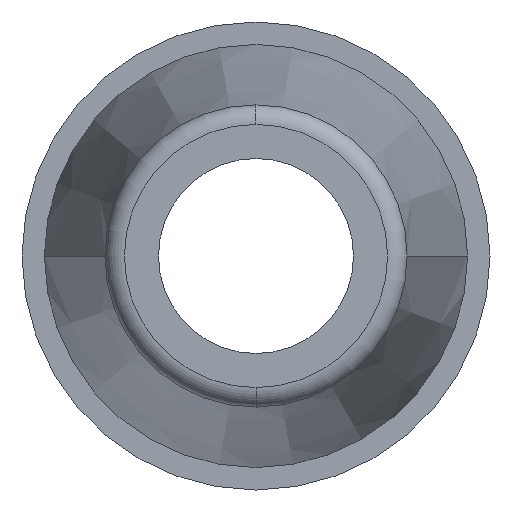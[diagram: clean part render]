
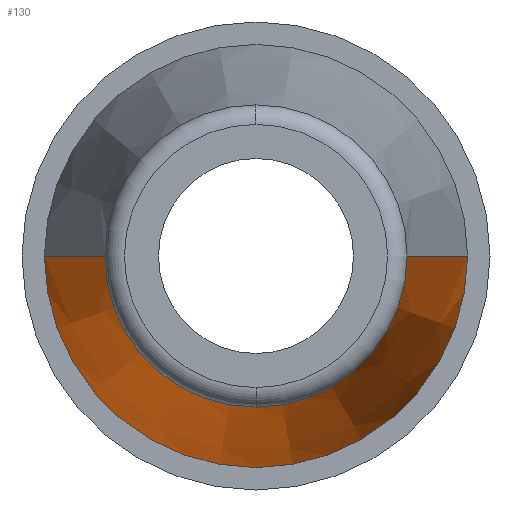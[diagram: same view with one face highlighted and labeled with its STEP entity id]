
A CAD part, front view. The second image highlights one B-rep face of the part: STEP entity #130.
In plain terms, the highlighted conical face has half-angle 7.676 degrees and reference radius 4.65 mm.
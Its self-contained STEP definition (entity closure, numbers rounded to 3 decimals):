
#130=ADVANCED_FACE('',(#284),#285,.T.);
#284=FACE_OUTER_BOUND('',#459,.T.);
#285=CONICAL_SURFACE('',#460,4.65,0.134);
#459=EDGE_LOOP('',(#758,#759,#760,#761));
#460=AXIS2_PLACEMENT_3D('',#762,#763,#764);
#758=ORIENTED_EDGE('',*,*,#1063,.F.);
#759=ORIENTED_EDGE('',*,*,#1005,.T.);
#760=ORIENTED_EDGE('',*,*,#1064,.F.);
#761=ORIENTED_EDGE('',*,*,#998,.F.);
#762=CARTESIAN_POINT('',(0.0,10.75,0.0));
#763=DIRECTION('',(-0.0,1.0,-0.0));
#764=DIRECTION('',(1.0,0.0,0.0));
#998=EDGE_CURVE('',#1158,#1163,#1183,.T.);
#1005=EDGE_CURVE('',#1187,#1193,#1195,.T.);
#1063=EDGE_CURVE('',#1187,#1158,#1277,.T.);
#1064=EDGE_CURVE('',#1163,#1193,#1278,.T.);
#1158=VERTEX_POINT('',#1392);
#1163=VERTEX_POINT('',#1398);
#1183=CIRCLE('',#1423,5.425);
#1187=VERTEX_POINT('',#1427);
#1193=VERTEX_POINT('',#1434);
#1195=CIRCLE('',#1437,3.875);
#1277=LINE('',#1531,#1532);
#1278=LINE('',#1533,#1534);
#1392=CARTESIAN_POINT('',(5.425,16.5,0.0));
#1398=CARTESIAN_POINT('',(-5.425,16.5,0.));
#1423=AXIS2_PLACEMENT_3D('',#1667,#1668,#1669);
#1427=CARTESIAN_POINT('',(3.875,5.0,0.0));
#1434=CARTESIAN_POINT('',(-3.875,5.0,0.));
#1437=AXIS2_PLACEMENT_3D('',#1681,#1682,#1683);
#1531=CARTESIAN_POINT('',(4.65,10.75,0.));
#1532=VECTOR('',#1780,1.0);
#1533=CARTESIAN_POINT('',(-4.65,10.75,0.));
#1534=VECTOR('',#1781,1.0);
#1667=CARTESIAN_POINT('',(0.0,16.5,0.0));
#1668=DIRECTION('',(-0.0,1.0,0.0));
#1669=DIRECTION('',(1.0,0.0,0.0));
#1681=CARTESIAN_POINT('',(0.0,5.0,0.0));
#1682=DIRECTION('',(-0.0,1.0,0.0));
#1683=DIRECTION('',(1.0,0.0,0.0));
#1780=DIRECTION('',(0.134,0.991,0.));
#1781=DIRECTION('',(0.134,-0.991,0.));
